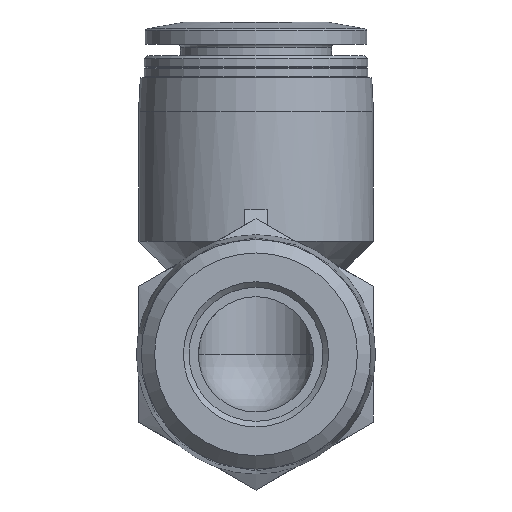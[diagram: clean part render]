
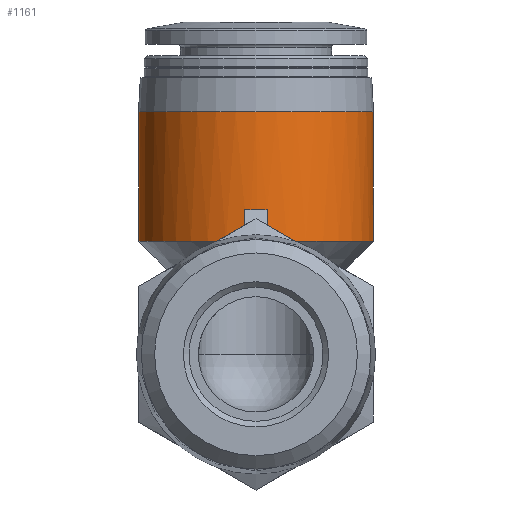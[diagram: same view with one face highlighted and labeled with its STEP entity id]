
A CAD part, front view. The second image highlights one B-rep face of the part: STEP entity #1161.
In plain terms, the highlighted cylindrical face has radius 10.5 mm (diameter 21 mm), a full revolution.
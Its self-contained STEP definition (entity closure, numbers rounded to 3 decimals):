
#22=LINE('',#1693,#37);
#23=LINE('',#1697,#38);
#37=VECTOR('',#1418,1000.);
#38=VECTOR('',#1421,1000.);
#130=ELLIPSE('',#1254,14.849,10.5);
#189=ORIENTED_EDGE('',*,*,#343,.F.);
#190=ORIENTED_EDGE('',*,*,#368,.F.);
#191=ORIENTED_EDGE('',*,*,#369,.F.);
#192=ORIENTED_EDGE('',*,*,#370,.T.);
#193=ORIENTED_EDGE('',*,*,#367,.T.);
#343=EDGE_CURVE('',#436,#437,#499,.T.);
#367=EDGE_CURVE('',#459,#459,#517,.T.);
#368=EDGE_CURVE('',#460,#436,#22,.T.);
#369=EDGE_CURVE('',#461,#460,#130,.T.);
#370=EDGE_CURVE('',#461,#437,#23,.T.);
#436=VERTEX_POINT('',#1616);
#437=VERTEX_POINT('',#1617);
#459=VERTEX_POINT('',#1691);
#460=VERTEX_POINT('',#1694);
#461=VERTEX_POINT('',#1696);
#499=CIRCLE('',#1216,10.5);
#517=CIRCLE('',#1252,10.5);
#578=EDGE_LOOP('',(#189,#190,#191,#192));
#579=EDGE_LOOP('',(#193));
#667=FACE_BOUND('',#578,.T.);
#668=FACE_BOUND('',#579,.T.);
#723=CYLINDRICAL_SURFACE('',#1253,10.5);
#1161=ADVANCED_FACE('',(#667,#668),#723,.T.);
#1216=AXIS2_PLACEMENT_3D('',#1615,#1342,#1343);
#1252=AXIS2_PLACEMENT_3D('',#1690,#1414,#1415);
#1253=AXIS2_PLACEMENT_3D('',#1692,#1416,#1417);
#1254=AXIS2_PLACEMENT_3D('',#1695,#1419,#1420);
#1342=DIRECTION('',(0.,0.,-1.));
#1343=DIRECTION('',(-1.,0.,0.));
#1414=DIRECTION('',(0.,0.,-1.));
#1415=DIRECTION('',(-1.,0.,0.));
#1416=DIRECTION('',(0.,0.,-1.));
#1417=DIRECTION('',(-1.,0.,0.));
#1418=DIRECTION('',(0.,0.,-1.));
#1419=DIRECTION('',(0.,0.707,-0.707));
#1420=DIRECTION('',(0.,-0.707,-0.707));
#1421=DIRECTION('',(0.,0.,-1.));
#1615=CARTESIAN_POINT('',(0.,44.5,10.098));
#1616=CARTESIAN_POINT('',(-1.,34.048,10.098));
#1617=CARTESIAN_POINT('',(1.,34.048,10.098));
#1690=CARTESIAN_POINT('',(0.,44.5,21.7));
#1691=CARTESIAN_POINT('',(-10.5,44.5,21.7));
#1692=CARTESIAN_POINT('',(0.,44.5,-7.35));
#1693=CARTESIAN_POINT('',(-1.,34.048,-7.35));
#1694=CARTESIAN_POINT('',(-1.,34.048,12.948));
#1695=CARTESIAN_POINT('',(0.,44.5,23.4));
#1696=CARTESIAN_POINT('',(1.,34.048,12.948));
#1697=CARTESIAN_POINT('',(1.,34.048,-7.35));
